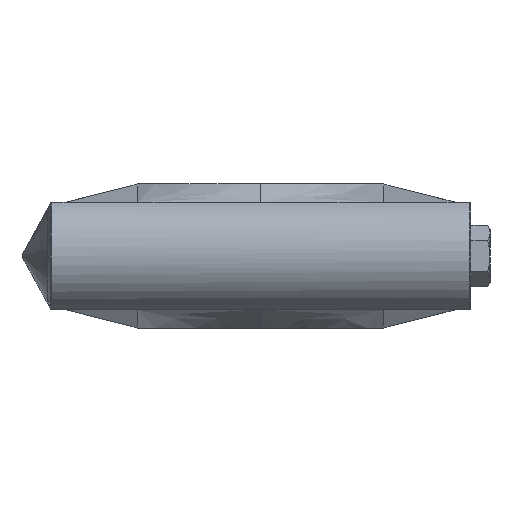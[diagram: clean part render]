
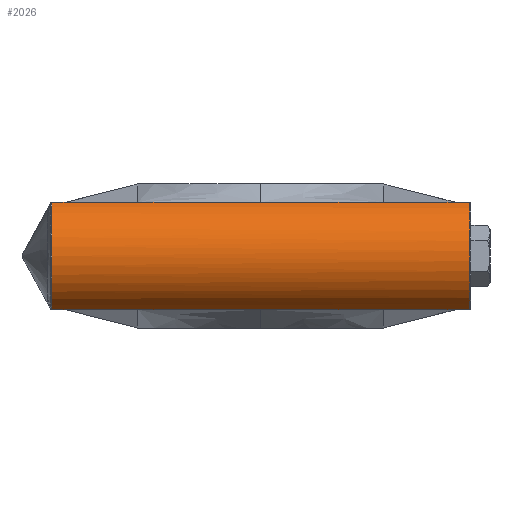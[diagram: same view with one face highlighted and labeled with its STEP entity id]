
A CAD part, left-side view. The second image highlights one B-rep face of the part: STEP entity #2026.
In plain terms, the highlighted cylindrical face has radius 12.332 mm (diameter 24.664 mm), a partial arc.
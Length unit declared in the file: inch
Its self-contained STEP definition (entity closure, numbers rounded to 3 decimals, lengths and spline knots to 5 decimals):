
#86 = LINE ( 'NONE', #1593, #122 ) ;
#89 = ORIENTED_EDGE ( 'NONE', *, *, #2037, .T. ) ;
#91 = ORIENTED_EDGE ( 'NONE', *, *, #2088, .F. ) ;
#122 = VECTOR ( 'NONE', #1060, 39.37008 ) ;
#145 = ORIENTED_EDGE ( 'NONE', *, *, #266, .F. ) ;
#172 = CARTESIAN_POINT ( 'NONE',  ( -1.59611, 0.797, 0.437 ) ) ;
#205 = CARTESIAN_POINT ( 'NONE',  ( -1.59611, -0.203, 0.437 ) ) ;
#216 = CARTESIAN_POINT ( 'NONE',  ( -1.59611, 0.797, 0.437 ) ) ;
#227 = CARTESIAN_POINT ( 'NONE',  ( -1.59611, 1.13033, 0.437 ) ) ;
#230 = VECTOR ( 'NONE', #1043, 39.37008 ) ;
#233 = ORIENTED_EDGE ( 'NONE', *, *, #1306, .T. ) ;
#241 = CARTESIAN_POINT ( 'NONE',  ( -1.59611, 0.797, 0.437 ) ) ;
#248 = CARTESIAN_POINT ( 'NONE',  ( -1.59611, 0.797, -0.437 ) ) ;
#266 = EDGE_CURVE ( 'NONE', #1602, #3324, #1005, .T. ) ;
#309 = B_SPLINE_CURVE_WITH_KNOTS ( 'NONE', 3,
 ( #248, #492, #762, #775 ),
 .UNSPECIFIED., .F., .F.,
 ( 4, 4 ),
 ( 0., 1. ),
 .UNSPECIFIED. ) ;
#342 = DIRECTION ( 'NONE',  ( 0., 0., 1. ) ) ;
#362 = VECTOR ( 'NONE', #2490, 39.37008 ) ;
#365 = ORIENTED_EDGE ( 'NONE', *, *, #1034, .F. ) ;
#402 = VERTEX_POINT ( 'NONE', #2181 ) ;
#423 = EDGE_CURVE ( 'NONE', #898, #2697, #2929, .T. ) ;
#451 = CARTESIAN_POINT ( 'NONE',  ( -1.59611, 2.391, 0.437 ) ) ;
#462 = EDGE_CURVE ( 'NONE', #2077, #1131, #2418, .T. ) ;
#466 = VECTOR ( 'NONE', #1208, 39.37008 ) ;
#479 = CARTESIAN_POINT ( 'NONE',  ( -1.59611, 0.46367, 0.437 ) ) ;
#492 = CARTESIAN_POINT ( 'NONE',  ( -1.59611, 1.13033, -0.437 ) ) ;
#507 = CIRCLE ( 'NONE', #1451, 0.48551 ) ;
#511 = DIRECTION ( 'NONE',  ( -1., 0., 0. ) ) ;
#518 = CARTESIAN_POINT ( 'NONE',  ( -1.59611, 2.797, 0.437 ) ) ;
#634 = CARTESIAN_POINT ( 'NONE',  ( -1.59611, 0.46367, -0.437 ) ) ;
#635 = VERTEX_POINT ( 'NONE', #451 ) ;
#657 = CARTESIAN_POINT ( 'NONE',  ( -1.59611, 0.13033, -0.437 ) ) ;
#664 = CARTESIAN_POINT ( 'NONE',  ( -1.59611, 2.501, -0.437 ) ) ;
#683 = VERTEX_POINT ( 'NONE', #1305 ) ;
#684 = CARTESIAN_POINT ( 'NONE',  ( -1.59611, -0.797, -0.437 ) ) ;
#738 = EDGE_CURVE ( 'NONE', #635, #2640, #2711, .T. ) ;
#745 = CARTESIAN_POINT ( 'NONE',  ( -1.59611, -0.917, -0.437 ) ) ;
#756 = ORIENTED_EDGE ( 'NONE', *, *, #2792, .T. ) ;
#759 = LINE ( 'NONE', #3303, #466 ) ;
#762 = CARTESIAN_POINT ( 'NONE',  ( -1.59611, 1.46367, -0.437 ) ) ;
#772 = CARTESIAN_POINT ( 'NONE',  ( -1.59611, 1.46367, 0.437 ) ) ;
#775 = CARTESIAN_POINT ( 'NONE',  ( -1.59611, 1.797, -0.437 ) ) ;
#787 = DIRECTION ( 'NONE',  ( 0., 1., 0. ) ) ;
#889 = VECTOR ( 'NONE', #3235, 39.37008 ) ;
#898 = VERTEX_POINT ( 'NONE', #664 ) ;
#964 = VECTOR ( 'NONE', #2215, 39.37008 ) ;
#987 = CARTESIAN_POINT ( 'NONE',  ( -1.59611, 0.797, -0.437 ) ) ;
#1005 = LINE ( 'NONE', #745, #230 ) ;
#1011 = VERTEX_POINT ( 'NONE', #2013 ) ;
#1022 = ORIENTED_EDGE ( 'NONE', *, *, #2381, .T. ) ;
#1034 = EDGE_CURVE ( 'NONE', #2028, #635, #759, .T. ) ;
#1043 = DIRECTION ( 'NONE',  ( 0., 1., 0. ) ) ;
#1060 = DIRECTION ( 'NONE',  ( 0., 1., 0. ) ) ;
#1131 = VERTEX_POINT ( 'NONE', #2971 ) ;
#1208 = DIRECTION ( 'NONE',  ( 0., -1., 0. ) ) ;
#1228 = DIRECTION ( 'NONE',  ( 0., -1., 0. ) ) ;
#1283 = LINE ( 'NONE', #2388, #362 ) ;
#1288 = LINE ( 'NONE', #1442, #889 ) ;
#1305 = CARTESIAN_POINT ( 'NONE',  ( -1.59611, -0.203, -0.437 ) ) ;
#1306 = EDGE_CURVE ( 'NONE', #2697, #402, #1283, .T. ) ;
#1390 = CARTESIAN_POINT ( 'NONE',  ( -1.59611, 2.511, -0.437 ) ) ;
#1407 = CARTESIAN_POINT ( 'NONE',  ( -1.59611, 1.797, 0.437 ) ) ;
#1421 = EDGE_CURVE ( 'NONE', #1602, #2807, #507, .T. ) ;
#1435 = ORIENTED_EDGE ( 'NONE', *, *, #1758, .F. ) ;
#1442 = CARTESIAN_POINT ( 'NONE',  ( -1.59611, -0.917, 0.437 ) ) ;
#1451 = AXIS2_PLACEMENT_3D ( 'NONE', #2578, #787, #2832 ) ;
#1456 = DIRECTION ( 'NONE',  ( -1., 0., 0. ) ) ;
#1489 = CARTESIAN_POINT ( 'NONE',  ( -1.59611, -0.907, -0.437 ) ) ;
#1515 = ORIENTED_EDGE ( 'NONE', *, *, #3312, .T. ) ;
#1538 = ORIENTED_EDGE ( 'NONE', *, *, #738, .F. ) ;
#1593 = CARTESIAN_POINT ( 'NONE',  ( -1.59611, -1.203, -0.437 ) ) ;
#1602 = VERTEX_POINT ( 'NONE', #1489 ) ;
#1705 = VERTEX_POINT ( 'NONE', #987 ) ;
#1707 = CYLINDRICAL_SURFACE ( 'NONE', #2421, 0.48551 ) ;
#1728 = CARTESIAN_POINT ( 'NONE',  ( -1.59611, -0.907, 0.437 ) ) ;
#1758 = EDGE_CURVE ( 'NONE', #1705, #402, #309, .T. ) ;
#1791 = EDGE_LOOP ( 'NONE', ( #365, #1022, #756, #2946, #233, #1435, #1515, #3274, #145, #2171, #2432, #2018, #91, #89, #1538 ) ) ;
#1894 = EDGE_CURVE ( 'NONE', #2807, #2077, #1288, .T. ) ;
#1991 = CARTESIAN_POINT ( 'NONE',  ( -1.59611, 0.13033, 0.437 ) ) ;
#2003 = CARTESIAN_POINT ( 'NONE',  ( -1.59611, 1.797, 0.437 ) ) ;
#2013 = CARTESIAN_POINT ( 'NONE',  ( -1.87008, 2.501, 0. ) ) ;
#2018 = ORIENTED_EDGE ( 'NONE', *, *, #462, .T. ) ;
#2026 = ADVANCED_FACE ( 'NONE', ( #2316 ), #1707, .T. ) ;
#2028 = VERTEX_POINT ( 'NONE', #2636 ) ;
#2037 = EDGE_CURVE ( 'NONE', #2813, #2640, #2394, .T. ) ;
#2077 = VERTEX_POINT ( 'NONE', #2525 ) ;
#2088 = EDGE_CURVE ( 'NONE', #2813, #1131, #2619, .T. ) ;
#2171 = ORIENTED_EDGE ( 'NONE', *, *, #1421, .T. ) ;
#2181 = CARTESIAN_POINT ( 'NONE',  ( -1.59611, 1.797, -0.437 ) ) ;
#2215 = DIRECTION ( 'NONE',  ( 0., 1., 0. ) ) ;
#2285 = CARTESIAN_POINT ( 'NONE',  ( -1.38457, 2.501, 0. ) ) ;
#2313 = CIRCLE ( 'NONE', #2950, 0.48551 ) ;
#2316 = FACE_OUTER_BOUND ( 'NONE', #1791, .T. ) ;
#2339 = DIRECTION ( 'NONE',  ( 0., -1., 0. ) ) ;
#2381 = EDGE_CURVE ( 'NONE', #2028, #1011, #2973, .T. ) ;
#2388 = CARTESIAN_POINT ( 'NONE',  ( -1.59611, 2.797, -0.437 ) ) ;
#2394 = B_SPLINE_CURVE_WITH_KNOTS ( 'NONE', 3,
 ( #216, #227, #772, #2003 ),
 .UNSPECIFIED., .F., .F.,
 ( 4, 4 ),
 ( 0., 1. ),
 .UNSPECIFIED. ) ;
#2415 = CARTESIAN_POINT ( 'NONE',  ( -1.59611, -0.203, -0.437 ) ) ;
#2418 = LINE ( 'NONE', #3258, #964 ) ;
#2421 = AXIS2_PLACEMENT_3D ( 'NONE', #2863, #2648, #342 ) ;
#2432 = ORIENTED_EDGE ( 'NONE', *, *, #1894, .T. ) ;
#2438 = DIRECTION ( 'NONE',  ( 0., -1., 0. ) ) ;
#2490 = DIRECTION ( 'NONE',  ( 0., -1., 0. ) ) ;
#2525 = CARTESIAN_POINT ( 'NONE',  ( -1.59611, -0.797, 0.437 ) ) ;
#2578 = CARTESIAN_POINT ( 'NONE',  ( -1.38457, -0.907, 0. ) ) ;
#2619 = B_SPLINE_CURVE_WITH_KNOTS ( 'NONE', 3,
 ( #241, #479, #1991, #205 ),
 .UNSPECIFIED., .F., .F.,
 ( 4, 4 ),
 ( 0., 1. ),
 .UNSPECIFIED. ) ;
#2636 = CARTESIAN_POINT ( 'NONE',  ( -1.59611, 2.501, 0.437 ) ) ;
#2640 = VERTEX_POINT ( 'NONE', #1407 ) ;
#2648 = DIRECTION ( 'NONE',  ( 0., 1., 0. ) ) ;
#2688 = CARTESIAN_POINT ( 'NONE',  ( -1.59611, 0.797, -0.437 ) ) ;
#2697 = VERTEX_POINT ( 'NONE', #2708 ) ;
#2708 = CARTESIAN_POINT ( 'NONE',  ( -1.59611, 2.391, -0.437 ) ) ;
#2711 = LINE ( 'NONE', #518, #3234 ) ;
#2792 = EDGE_CURVE ( 'NONE', #1011, #898, #2313, .T. ) ;
#2807 = VERTEX_POINT ( 'NONE', #1728 ) ;
#2813 = VERTEX_POINT ( 'NONE', #172 ) ;
#2831 = B_SPLINE_CURVE_WITH_KNOTS ( 'NONE', 3,
 ( #2688, #634, #657, #2415 ),
 .UNSPECIFIED., .F., .F.,
 ( 4, 4 ),
 ( 0., 1. ),
 .UNSPECIFIED. ) ;
#2832 = DIRECTION ( 'NONE',  ( 0., 0., -1. ) ) ;
#2863 = CARTESIAN_POINT ( 'NONE',  ( -1.38457, -1.203, 0. ) ) ;
#2929 = LINE ( 'NONE', #1390, #3084 ) ;
#2946 = ORIENTED_EDGE ( 'NONE', *, *, #423, .T. ) ;
#2950 = AXIS2_PLACEMENT_3D ( 'NONE', #3010, #1228, #1456 ) ;
#2971 = CARTESIAN_POINT ( 'NONE',  ( -1.59611, -0.203, 0.437 ) ) ;
#2973 = CIRCLE ( 'NONE', #3230, 0.48551 ) ;
#3010 = CARTESIAN_POINT ( 'NONE',  ( -1.38457, 2.501, 0. ) ) ;
#3078 = DIRECTION ( 'NONE',  ( 0., -1., 0. ) ) ;
#3084 = VECTOR ( 'NONE', #2438, 39.37008 ) ;
#3191 = EDGE_CURVE ( 'NONE', #3324, #683, #86, .T. ) ;
#3230 = AXIS2_PLACEMENT_3D ( 'NONE', #2285, #3078, #511 ) ;
#3234 = VECTOR ( 'NONE', #2339, 39.37008 ) ;
#3235 = DIRECTION ( 'NONE',  ( 0., 1., 0. ) ) ;
#3258 = CARTESIAN_POINT ( 'NONE',  ( -1.59611, -1.203, 0.437 ) ) ;
#3274 = ORIENTED_EDGE ( 'NONE', *, *, #3191, .F. ) ;
#3303 = CARTESIAN_POINT ( 'NONE',  ( -1.59611, 2.511, 0.437 ) ) ;
#3312 = EDGE_CURVE ( 'NONE', #1705, #683, #2831, .T. ) ;
#3324 = VERTEX_POINT ( 'NONE', #684 ) ;
